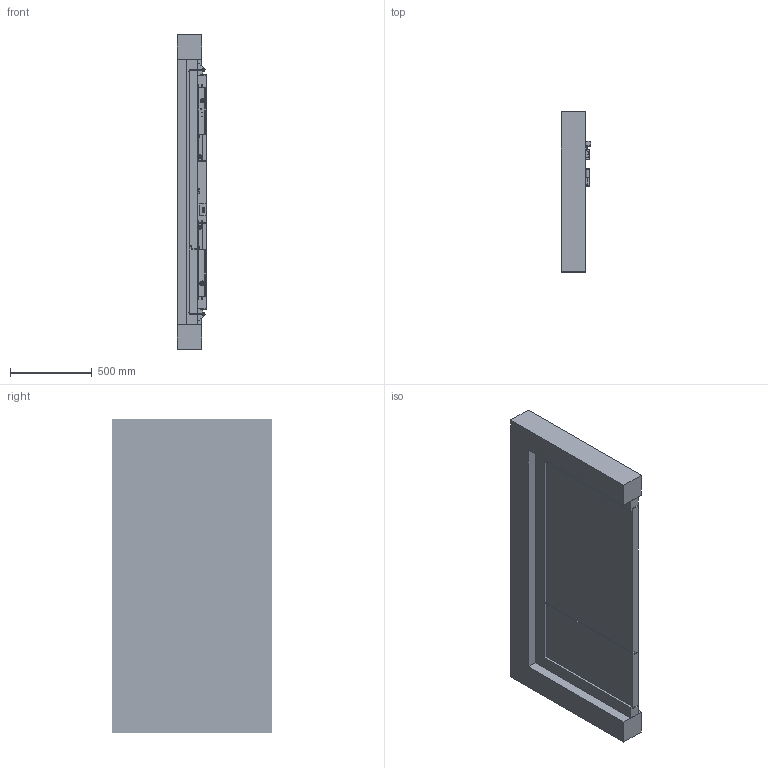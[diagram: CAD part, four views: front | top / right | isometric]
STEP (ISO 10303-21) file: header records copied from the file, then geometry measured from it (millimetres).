
FILE_DESCRIPTION(('CoCreate Modeling STEP Export'),'2;1');
FILE_NAME('TS5000_R_ISM_20540-K-009_M_Montageplatte.stp','2011-04-26T17:15:50',(''),(''),'CoCreate Modeling STEP processor for AP214 (Solid Model)','CoCreate Modeling 17.0B 09-Oct-2010 (C) Parametric Technology GmbH','');
FILE_SCHEMA(('AUTOMOTIVE_DESIGN { 1 0 10303 214 1 1 1 1 }'));
Length unit declared in the file: millimetre
Products named in the file (47): Türblatt_SF; SF_TF; Türblatt_GF; Gf_TF; Rahmen; Band_SF.1; Band_GF.1; Band_GF; Band_SF; Baender; Schliesser_SF; Schliesser_GF; Mauerwerk; T1; Holztuer_Schliesser_TS5000; 20540-2-0304.1; 20540-6-0865.1.1; 20540-1-0132_GF_RIS_EIS; 20540-2-0305.2; 20540-6-0865.1; 20540-1-0133_SF_RIS_EIS; 20540-6-0926.2.1.1; 20540-1-0142_Zubehoer-Sichtkappen_55mm; 20540-2-0307.1.1.1.1; 20540-2-0308.1.1; 20525-2-0211.1.1; 20540-2-0307.1.1.1; 20525-2-0211.1; 20540-6-0919.1; Einzelteile_R-ISM; Spannscheibe_DIN_6796-5-FST.2; Flachkopfschraube_ISO7045_M4x8H.2; ABC-Spax_5x55.5; Schraube_DIN912_M6x45_Tuflok_Mat_057153.2; Scheibe_DIN_9021_-_5.3_-_.1; 20540-1-0137_Schraubenzubehoer_R-ISM; TS5000_RIS-Gleitschiene; MONTAGEPLATTE_TS4000_TS5000.2; 91420A332; 20520-2-2170.1 ...
Assembly tree (64 placements, depth 4):
  TS5000_20540-K-009
    TS5000
      TS5000.1
        20510-2-2036_EZ1.1.1
        20520-2-2170.1.1
      TS5000
        20510-2-2036_EZ1.1
        20520-2-2170.1
    91420A332  x8
    MONTAGEPLATTE_TS4000_TS5000.2  x2
    TS5000_RIS-Gleitschiene
      20540-1-0137_Schraubenzubehoer_R-ISM
        ABC-Spax_5x55.5  x5
        Schraube_DIN912_M6x45_Tuflok_Mat_057153.2  x2
        Scheibe_DIN_9021_-_5.3_-_.1
        Flachkopfschraube_ISO7045_M4x8H.2  x2
        Spannscheibe_DIN_6796-5-FST.2  x4
      Einzelteile_R-ISM
        20540-6-0919.1
        20525-2-0211.1
        20540-2-0307.1.1.1
        20525-2-0211.1.1
        20540-2-0308.1.1
        20540-2-0307.1.1.1.1
      20540-1-0142_Zubehoer-Sichtkappen_55mm
        20540-6-0926.2.1.1  x2
      20540-1-0133_SF_RIS_EIS
        20540-6-0865.1
        20540-2-0305.2
      20540-1-0132_GF_RIS_EIS
        20540-6-0865.1.1
        20540-2-0304.1
    Holztuer_Schliesser_TS5000
      T1
      Mauerwerk
      Schliesser_GF
      Schliesser_SF
      Baender
        Band_SF
        Band_GF
        Band_GF.1
        Band_SF.1
      Rahmen
      Gf_TF
        Türblatt_GF
      SF_TF
        Türblatt_SF
Bounding box: 181.79 x 980 x 1928 mm (x, y, z)
Volume: 153433684.9 mm3; surface area: 6647025.4 mm2
Topology: 48 solids, 52 shells, 8000 faces, 21227 edges, 13572 vertices
Faces by surface type: plane 4037, cylinder 2090, cone 1320, extrusion 352, torus 172, sphere 29
Entity records: 153349 total; most frequent: CARTESIAN_POINT 54009, ORIENTED_EDGE 21524, DIRECTION 18023, EDGE_CURVE 10762, VECTOR 7559, LINE 7207, VERTEX_POINT 7013, AXIS2_PLACEMENT_3D 5232
